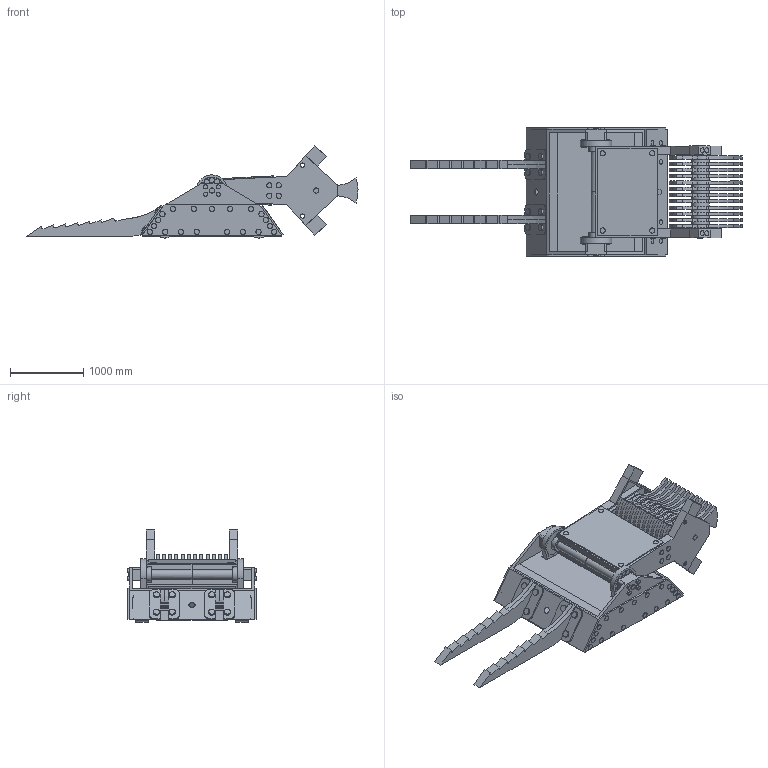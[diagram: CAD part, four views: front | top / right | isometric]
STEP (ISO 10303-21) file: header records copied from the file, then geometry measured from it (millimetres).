
FILE_DESCRIPTION(('FreeCAD Model'),'2;1');
FILE_NAME('Open CASCADE Shape Model','2025-04-28T08:11:54',('FreeCAD'),( 'FreeCAD'),'Open CASCADE STEP processor 7.6','FreeCAD','Unknown');
FILE_SCHEMA(('AUTOMOTIVE_DESIGN { 1 0 10303 214 1 1 1 1 }'));
Products named in the file (1): Open CASCADE STEP translator 7.6 1
Bounding box: 4528.85 x 1764.81 x 1255.43 mm (x, y, z)
Volume: 653926727 mm3; surface area: 58369180.2 mm2
Topology: 79 solids, 79 shells, 1229 faces, 2714 edges, 1800 vertices
Faces by surface type: bspline 1229
Entity records: 40473 total; most frequent: CARTESIAN_POINT 23395, ORIENTED_EDGE 5428, EDGE_CURVE 2714, B_SPLINE_CURVE_WITH_KNOTS 1856, VERTEX_POINT 1800, FACE_BOUND 1536, EDGE_LOOP 1536, ADVANCED_FACE 1229
